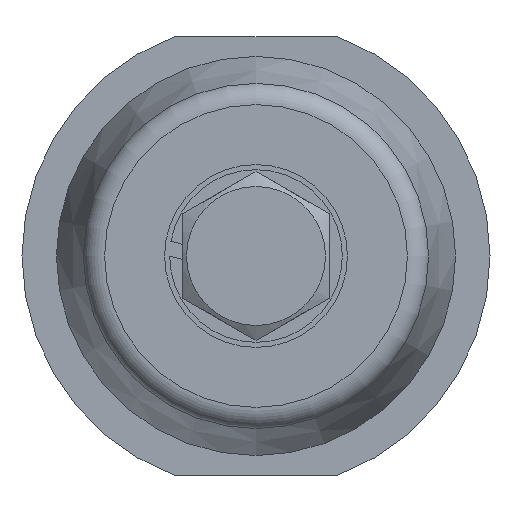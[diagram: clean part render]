
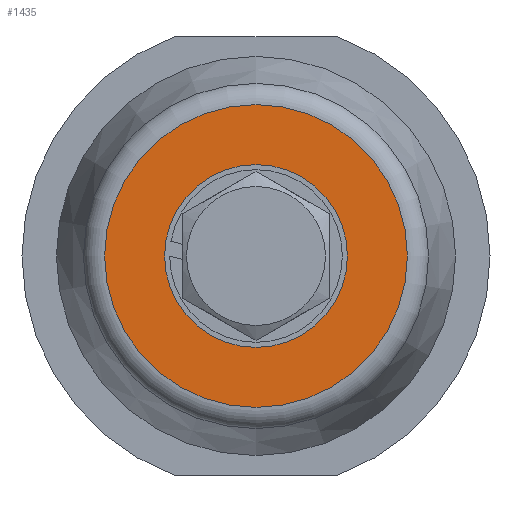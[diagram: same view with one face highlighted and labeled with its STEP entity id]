
A CAD part, front view. The second image highlights one B-rep face of the part: STEP entity #1435.
In plain terms, the highlighted planar face has unit normal (0, -1, 0).
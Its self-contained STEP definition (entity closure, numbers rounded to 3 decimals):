
#11 = EDGE_LOOP ( 'NONE', ( #1433 ) ) ;
#21 = CARTESIAN_POINT ( 'NONE',  ( 0., -12.5, 0. ) ) ;
#146 = DIRECTION ( 'NONE',  ( 0., 0., 1. ) ) ;
#178 = FACE_BOUND ( 'NONE', #11, .T. ) ;
#205 = VERTEX_POINT ( 'NONE', #697 ) ;
#240 = DIRECTION ( 'NONE',  ( 0., 0., 1. ) ) ;
#342 = CARTESIAN_POINT ( 'NONE',  ( 0., -12.5, 10.349 ) ) ;
#544 = AXIS2_PLACEMENT_3D ( 'NONE', #707, #952, #240 ) ;
#552 = VERTEX_POINT ( 'NONE', #342 ) ;
#576 = EDGE_CURVE ( 'NONE', #552, #552, #1067, .T. ) ;
#580 = CARTESIAN_POINT ( 'NONE',  ( 0., -12.5, 0. ) ) ;
#697 = CARTESIAN_POINT ( 'NONE',  ( 0., -12.5, -3.5 ) ) ;
#700 = DIRECTION ( 'NONE',  ( 0., 0., -1. ) ) ;
#707 = CARTESIAN_POINT ( 'NONE',  ( 0., -12.5, 0. ) ) ;
#804 = FACE_OUTER_BOUND ( 'NONE', #1370, .T. ) ;
#853 = DIRECTION ( 'NONE',  ( 0., -1., 0. ) ) ;
#952 = DIRECTION ( 'NONE',  ( 0., 1., 0. ) ) ;
#1067 = CIRCLE ( 'NONE', #1395, 10.349 ) ;
#1069 = EDGE_CURVE ( 'NONE', #205, #205, #1107, .T. ) ;
#1107 = CIRCLE ( 'NONE', #1151, 3.5 ) ;
#1151 = AXIS2_PLACEMENT_3D ( 'NONE', #580, #1428, #700 ) ;
#1245 = ORIENTED_EDGE ( 'NONE', *, *, #576, .T. ) ;
#1310 = PLANE ( 'NONE',  #544 ) ;
#1370 = EDGE_LOOP ( 'NONE', ( #1245 ) ) ;
#1395 = AXIS2_PLACEMENT_3D ( 'NONE', #21, #853, #146 ) ;
#1428 = DIRECTION ( 'NONE',  ( 0., -1., 0. ) ) ;
#1433 = ORIENTED_EDGE ( 'NONE', *, *, #1069, .F. ) ;
#1435 = ADVANCED_FACE ( 'NONE', ( #178, #804 ), #1310, .F. ) ;
